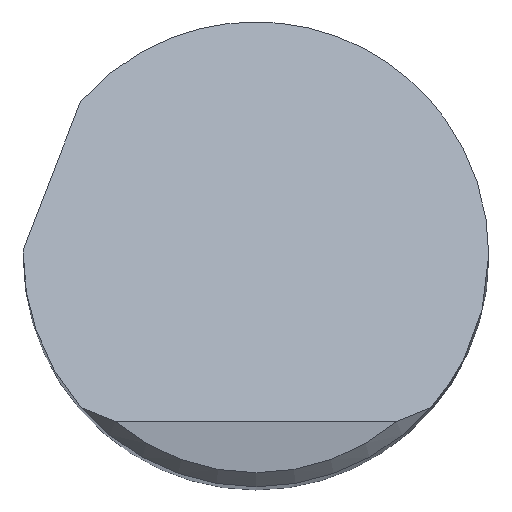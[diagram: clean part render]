
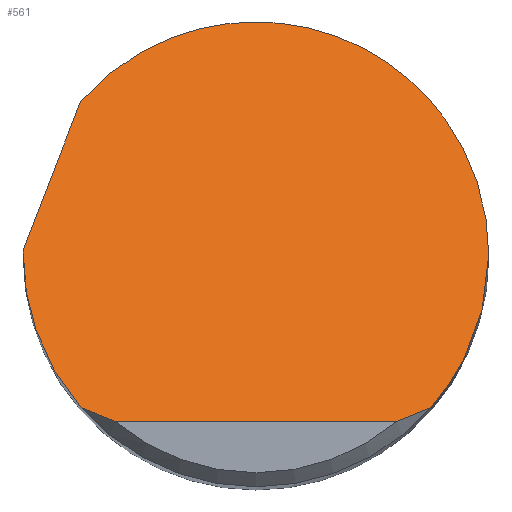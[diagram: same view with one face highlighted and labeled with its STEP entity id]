
A CAD part, top view. The second image highlights one B-rep face of the part: STEP entity #561.
In plain terms, the highlighted planar face has unit normal (0, 0.707, 0.707).
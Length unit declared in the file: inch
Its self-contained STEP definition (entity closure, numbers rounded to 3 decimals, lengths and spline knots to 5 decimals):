
#19 =( BOUNDED_CURVE ( )  B_SPLINE_CURVE ( 3, ( #364, #120, #417, #642 ),
 .UNSPECIFIED., .F., .T. ) 
 B_SPLINE_CURVE_WITH_KNOTS ( ( 4, 4 ),
 ( 1.5708, 2.29162 ),
 .UNSPECIFIED. ) 
 CURVE ( )  GEOMETRIC_REPRESENTATION_ITEM ( )  RATIONAL_B_SPLINE_CURVE ( ( 1., 0.957, 0.957, 1. ) ) 
 REPRESENTATION_ITEM ( '' )  );
#21 = PLANE ( 'NONE',  #399 ) ;
#39 = EDGE_CURVE ( 'NONE', #353, #290, #264, .T. ) ;
#47 = EDGE_CURVE ( 'NONE', #542, #85, #350, .T. ) ;
#48 = CARTESIAN_POINT ( 'NONE',  ( -0.18855, 0.16416, 2.65584 ) ) ;
#64 = ORIENTED_EDGE ( 'NONE', *, *, #104, .T. ) ;
#71 = CARTESIAN_POINT ( 'NONE',  ( -0.16367, -0.17542, 2.99542 ) ) ;
#73 = FACE_OUTER_BOUND ( 'NONE', #430, .T. ) ;
#80 = CARTESIAN_POINT ( 'NONE',  ( -0.24995, 0.005, 2.815 ) ) ;
#85 = VERTEX_POINT ( 'NONE', #152 ) ;
#98 = CARTESIAN_POINT ( 'NONE',  ( -0.31638, -0.1672, 2.9872 ) ) ;
#102 = EDGE_CURVE ( 'NONE', #557, #622, #233, .T. ) ;
#104 = EDGE_CURVE ( 'NONE', #622, #533, #190, .T. ) ;
#120 = CARTESIAN_POINT ( 'NONE',  ( 0.25, -0.06141, 2.88141 ) ) ;
#130 = CARTESIAN_POINT ( 'NONE',  ( -0.25, -0.18, 3. ) ) ;
#152 = CARTESIAN_POINT ( 'NONE',  ( 0.25, 0., 2.82 ) ) ;
#157 = EDGE_CURVE ( 'NONE', #353, #557, #692, .T. ) ;
#163 = ORIENTED_EDGE ( 'NONE', *, *, #468, .F. ) ;
#165 = DIRECTION ( 'NONE',  ( 0.263, 0.682, -0.682 ) ) ;
#166 = CARTESIAN_POINT ( 'NONE',  ( 0.25, 0., 2.82 ) ) ;
#184 = CARTESIAN_POINT ( 'NONE',  ( 0., -0.18, 3. ) ) ;
#190 = B_SPLINE_CURVE_WITH_KNOTS ( 'NONE', 3,
 ( #691, #596, #314, #708 ),
 .UNSPECIFIED., .F., .F.,
 ( 4, 4 ),
 ( 0., 0.00108 ),
 .UNSPECIFIED. ) ;
#198 = ORIENTED_EDGE ( 'NONE', *, *, #157, .T. ) ;
#233 = LINE ( 'NONE', #184, #706 ) ;
#237 = CARTESIAN_POINT ( 'NONE',  ( 0.18782, -0.165, 2.985 ) ) ;
#264 =( BOUNDED_CURVE ( )  B_SPLINE_CURVE ( 3, ( #559, #682, #512, #405 ),
 .UNSPECIFIED., .F., .T. ) 
 B_SPLINE_CURVE_WITH_KNOTS ( ( 4, 4 ),
 ( 3.99157, 4.71239 ),
 .UNSPECIFIED. ) 
 CURVE ( )  GEOMETRIC_REPRESENTATION_ITEM ( )  RATIONAL_B_SPLINE_CURVE ( ( 1., 0.957, 0.957, 1. ) ) 
 REPRESENTATION_ITEM ( '' )  );
#271 = ORIENTED_EDGE ( 'NONE', *, *, #39, .F. ) ;
#290 = VERTEX_POINT ( 'NONE', #617 ) ;
#314 = CARTESIAN_POINT ( 'NONE',  ( 0.17589, -0.1704, 2.9904 ) ) ;
#320 = CARTESIAN_POINT ( 'NONE',  ( -0.15108, -0.18, 3. ) ) ;
#342 = VECTOR ( 'NONE', #165, 39.37008 ) ;
#350 =( BOUNDED_CURVE ( )  B_SPLINE_CURVE ( 3, ( #48, #687, #351, #166 ),
 .UNSPECIFIED., .F., .T. ) 
 B_SPLINE_CURVE_WITH_KNOTS ( ( 4, 4 ),
 ( 5.42872, 7.85398 ),
 .UNSPECIFIED. ) 
 CURVE ( )  GEOMETRIC_REPRESENTATION_ITEM ( )  RATIONAL_B_SPLINE_CURVE ( ( 1., 0.567, 0.567, 1. ) ) 
 REPRESENTATION_ITEM ( '' )  );
#351 = CARTESIAN_POINT ( 'NONE',  ( 0.25, 0.27527, 2.54473 ) ) ;
#353 = VERTEX_POINT ( 'NONE', #667 ) ;
#364 = CARTESIAN_POINT ( 'NONE',  ( 0.25, 0., 2.82 ) ) ;
#380 = CARTESIAN_POINT ( 'NONE',  ( -0.17589, -0.1704, 2.9904 ) ) ;
#382 = CARTESIAN_POINT ( 'NONE',  ( 0.15108, -0.18, 3. ) ) ;
#388 = ORIENTED_EDGE ( 'NONE', *, *, #484, .F. ) ;
#399 = AXIS2_PLACEMENT_3D ( 'NONE', #130, #705, #662 ) ;
#405 = CARTESIAN_POINT ( 'NONE',  ( -0.25, 0., 2.82 ) ) ;
#417 = CARTESIAN_POINT ( 'NONE',  ( 0.22834, -0.11887, 2.93887 ) ) ;
#418 = CARTESIAN_POINT ( 'NONE',  ( -0.15108, -0.18, 3. ) ) ;
#420 = EDGE_CURVE ( 'NONE', #290, #695, #442, .T. ) ;
#430 = EDGE_LOOP ( 'NONE', ( #668, #64, #388, #672, #163, #492, #271, #198 ) ) ;
#442 =( BOUNDED_CURVE ( )  B_SPLINE_CURVE ( 3, ( #754, #463, #517, #467 ),
 .UNSPECIFIED., .F., .T. ) 
 B_SPLINE_CURVE_WITH_KNOTS ( ( 4, 4 ),
 ( 4.71239, 4.73239 ),
 .UNSPECIFIED. ) 
 CURVE ( )  GEOMETRIC_REPRESENTATION_ITEM ( )  RATIONAL_B_SPLINE_CURVE ( ( 1., 1., 1., 1. ) ) 
 REPRESENTATION_ITEM ( '' )  );
#463 = CARTESIAN_POINT ( 'NONE',  ( -0.25, 0.00167, 2.81833 ) ) ;
#467 = CARTESIAN_POINT ( 'NONE',  ( -0.24995, 0.005, 2.815 ) ) ;
#468 = EDGE_CURVE ( 'NONE', #695, #542, #686, .T. ) ;
#484 = EDGE_CURVE ( 'NONE', #85, #533, #19, .T. ) ;
#487 = CARTESIAN_POINT ( 'NONE',  ( -0.18855, 0.16416, 2.65584 ) ) ;
#492 = ORIENTED_EDGE ( 'NONE', *, *, #420, .F. ) ;
#512 = CARTESIAN_POINT ( 'NONE',  ( -0.25, -0.06141, 2.88141 ) ) ;
#517 = CARTESIAN_POINT ( 'NONE',  ( -0.24998, 0.00333, 2.81667 ) ) ;
#533 = VERTEX_POINT ( 'NONE', #237 ) ;
#542 = VERTEX_POINT ( 'NONE', #487 ) ;
#557 = VERTEX_POINT ( 'NONE', #320 ) ;
#559 = CARTESIAN_POINT ( 'NONE',  ( -0.18782, -0.165, 2.985 ) ) ;
#561 = ADVANCED_FACE ( 'NONE', ( #73 ), #21, .F. ) ;
#592 = DIRECTION ( 'NONE',  ( 1., 0., 0. ) ) ;
#596 = CARTESIAN_POINT ( 'NONE',  ( 0.16367, -0.17542, 2.99542 ) ) ;
#617 = CARTESIAN_POINT ( 'NONE',  ( -0.25, 0., 2.82 ) ) ;
#622 = VERTEX_POINT ( 'NONE', #382 ) ;
#642 = CARTESIAN_POINT ( 'NONE',  ( 0.18782, -0.165, 2.985 ) ) ;
#651 = CARTESIAN_POINT ( 'NONE',  ( -0.18782, -0.165, 2.985 ) ) ;
#662 = DIRECTION ( 'NONE',  ( 0., 0.707, -0.707 ) ) ;
#667 = CARTESIAN_POINT ( 'NONE',  ( -0.18782, -0.165, 2.985 ) ) ;
#668 = ORIENTED_EDGE ( 'NONE', *, *, #102, .T. ) ;
#672 = ORIENTED_EDGE ( 'NONE', *, *, #47, .F. ) ;
#682 = CARTESIAN_POINT ( 'NONE',  ( -0.22834, -0.11887, 2.93887 ) ) ;
#686 = LINE ( 'NONE', #98, #342 ) ;
#687 = CARTESIAN_POINT ( 'NONE',  ( -0.0078, 0.37177, 2.44823 ) ) ;
#691 = CARTESIAN_POINT ( 'NONE',  ( 0.15108, -0.18, 3. ) ) ;
#692 = B_SPLINE_CURVE_WITH_KNOTS ( 'NONE', 3,
 ( #651, #380, #71, #418 ),
 .UNSPECIFIED., .F., .F.,
 ( 4, 4 ),
 ( 0., 0.00108 ),
 .UNSPECIFIED. ) ;
#695 = VERTEX_POINT ( 'NONE', #80 ) ;
#705 = DIRECTION ( 'NONE',  ( 0., -0.707, -0.707 ) ) ;
#706 = VECTOR ( 'NONE', #592, 39.37008 ) ;
#708 = CARTESIAN_POINT ( 'NONE',  ( 0.18782, -0.165, 2.985 ) ) ;
#754 = CARTESIAN_POINT ( 'NONE',  ( -0.25, 0., 2.82 ) ) ;
